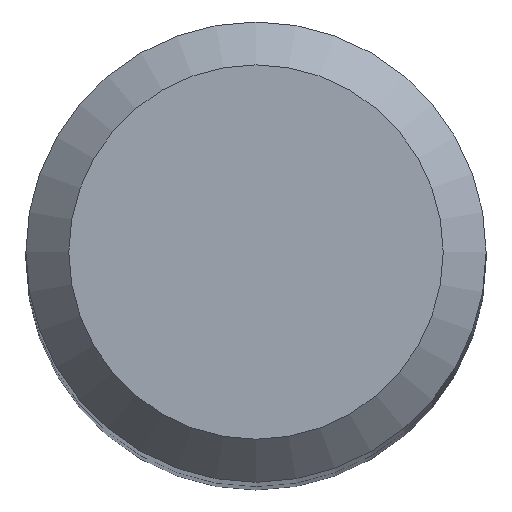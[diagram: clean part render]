
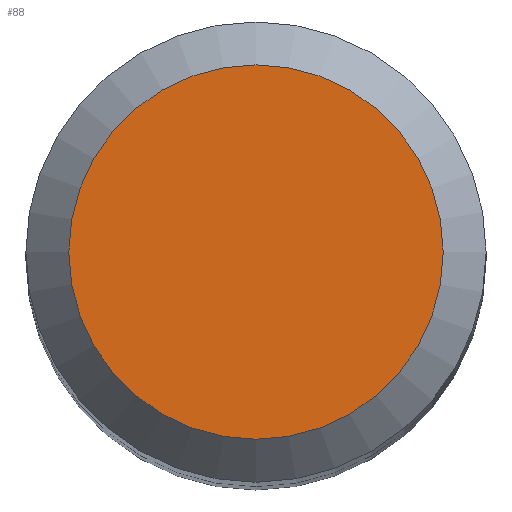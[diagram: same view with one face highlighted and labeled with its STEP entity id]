
A CAD part, top view. The second image highlights one B-rep face of the part: STEP entity #88.
In plain terms, the highlighted planar face has unit normal (0, 0, 1).
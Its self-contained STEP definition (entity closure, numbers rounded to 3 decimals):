
#5 = EDGE_CURVE ( 'NONE', #173, #173, #160, .T. ) ;
#57 = CARTESIAN_POINT ( 'NONE',  ( 0., 3.05, 74. ) ) ;
#88 = ADVANCED_FACE ( 'NONE', ( #95 ), #110, .F. ) ;
#95 = FACE_OUTER_BOUND ( 'NONE', #182, .T. ) ;
#101 = AXIS2_PLACEMENT_3D ( 'NONE', #202, #120, #170 ) ;
#110 = PLANE ( 'NONE',  #154 ) ;
#120 = DIRECTION ( 'NONE',  ( 0., 0., -1. ) ) ;
#121 = ORIENTED_EDGE ( 'NONE', *, *, #5, .F. ) ;
#122 = DIRECTION ( 'NONE',  ( 0., 1., 0. ) ) ;
#154 = AXIS2_PLACEMENT_3D ( 'NONE', #161, #159, #122 ) ;
#159 = DIRECTION ( 'NONE',  ( 0., 0., -1. ) ) ;
#160 = CIRCLE ( 'NONE', #101, 3.05 ) ;
#161 = CARTESIAN_POINT ( 'NONE',  ( 0., 0., 74. ) ) ;
#170 = DIRECTION ( 'NONE',  ( 0., 1., 0. ) ) ;
#173 = VERTEX_POINT ( 'NONE', #57 ) ;
#182 = EDGE_LOOP ( 'NONE', ( #121 ) ) ;
#202 = CARTESIAN_POINT ( 'NONE',  ( 0., 0., 74. ) ) ;
